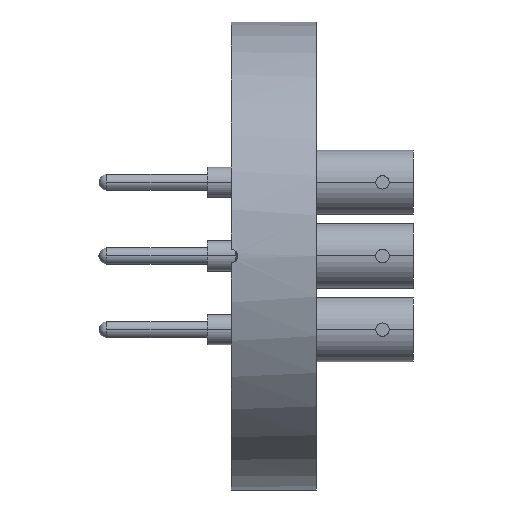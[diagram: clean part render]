
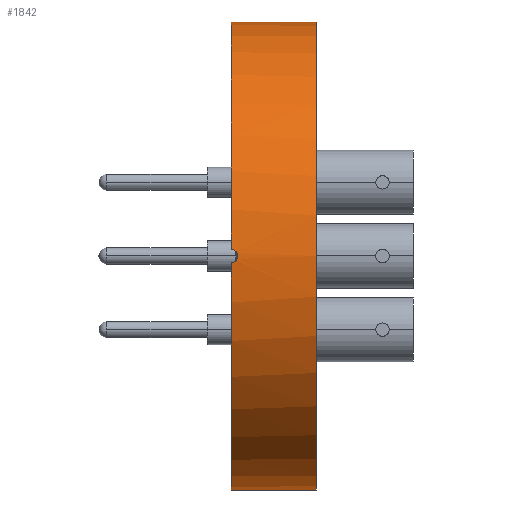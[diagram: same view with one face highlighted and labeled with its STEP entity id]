
A CAD part, left-side view. The second image highlights one B-rep face of the part: STEP entity #1842.
In plain terms, the highlighted cylindrical face has radius 34.95 mm (diameter 69.9 mm), a partial arc.
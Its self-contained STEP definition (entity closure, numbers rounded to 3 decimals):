
#2 = EDGE_CURVE ( 'NONE', #1891, #2330, #2558, .T. ) ;
#49 = VERTEX_POINT ( 'NONE', #105 ) ;
#105 = CARTESIAN_POINT ( 'NONE',  ( 0., -12.7, -34.95 ) ) ;
#109 = DIRECTION ( 'NONE',  ( 0., 1., 0. ) ) ;
#276 = CIRCLE ( 'NONE', #902, 34.95 ) ;
#280 = EDGE_LOOP ( 'NONE', ( #1706, #2211, #1495, #535, #923, #1336 ) ) ;
#308 = CARTESIAN_POINT ( 'NONE',  ( 0., -12.7, 34.95 ) ) ;
#336 = LINE ( 'NONE', #308, #1314 ) ;
#341 = CARTESIAN_POINT ( 'NONE',  ( 0., -12.7, -34.95 ) ) ;
#392 = EDGE_CURVE ( 'NONE', #481, #2033, #336, .T. ) ;
#398 = AXIS2_PLACEMENT_3D ( 'NONE', #825, #1419, #415 ) ;
#415 = DIRECTION ( 'NONE',  ( 0., 0., 1. ) ) ;
#431 = CARTESIAN_POINT ( 'NONE',  ( -34.95, -1., 0.131 ) ) ;
#448 = CARTESIAN_POINT ( 'NONE',  ( -34.936, 0., -1. ) ) ;
#463 = CARTESIAN_POINT ( 'NONE',  ( -34.945, -0.801, -0.613 ) ) ;
#481 = VERTEX_POINT ( 'NONE', #1557 ) ;
#497 = DIRECTION ( 'NONE',  ( 0., 1., 0. ) ) ;
#521 = CARTESIAN_POINT ( 'NONE',  ( -34.947, -0.874, 0.503 ) ) ;
#527 = EDGE_CURVE ( 'NONE', #49, #2228, #2134, .T. ) ;
#535 = ORIENTED_EDGE ( 'NONE', *, *, #2054, .F. ) ;
#544 = DIRECTION ( 'NONE',  ( 0., 1., 0. ) ) ;
#568 = CIRCLE ( 'NONE', #398, 34.95 ) ;
#623 = CARTESIAN_POINT ( 'NONE',  ( -34.936, -0.264, -1. ) ) ;
#635 = CARTESIAN_POINT ( 'NONE',  ( -34.939, -0.521, -0.893 ) ) ;
#728 = FACE_OUTER_BOUND ( 'NONE', #280, .T. ) ;
#822 = CARTESIAN_POINT ( 'NONE',  ( -34.936, 0., 1. ) ) ;
#825 = CARTESIAN_POINT ( 'NONE',  ( 0., -12.7, 0. ) ) ;
#902 = AXIS2_PLACEMENT_3D ( 'NONE', #1298, #2094, #1256 ) ;
#923 = ORIENTED_EDGE ( 'NONE', *, *, #2, .T. ) ;
#942 = CARTESIAN_POINT ( 'NONE',  ( -34.936, 0., 1. ) ) ;
#1031 = CARTESIAN_POINT ( 'NONE',  ( -34.95, -1., -0.13 ) ) ;
#1090 = CARTESIAN_POINT ( 'NONE',  ( -34.936, -0.262, 0.974 ) ) ;
#1102 = EDGE_CURVE ( 'NONE', #49, #481, #568, .T. ) ;
#1256 = DIRECTION ( 'NONE',  ( 0., 0., 1. ) ) ;
#1264 = CARTESIAN_POINT ( 'NONE',  ( 0., 0., 0. ) ) ;
#1283 = DIRECTION ( 'NONE',  ( 0., 0., 1. ) ) ;
#1298 = CARTESIAN_POINT ( 'NONE',  ( 0., 0., 0. ) ) ;
#1314 = VECTOR ( 'NONE', #109, 1000. ) ;
#1336 = ORIENTED_EDGE ( 'NONE', *, *, #1665, .F. ) ;
#1419 = DIRECTION ( 'NONE',  ( 0., 1., 0. ) ) ;
#1492 = CARTESIAN_POINT ( 'NONE',  ( -34.941, -0.615, 0.799 ) ) ;
#1495 = ORIENTED_EDGE ( 'NONE', *, *, #392, .T. ) ;
#1503 = CARTESIAN_POINT ( 'NONE',  ( -34.939, -0.504, 0.874 ) ) ;
#1557 = CARTESIAN_POINT ( 'NONE',  ( 0., -12.7, 34.95 ) ) ;
#1567 = VECTOR ( 'NONE', #2552, 1000. ) ;
#1616 = CARTESIAN_POINT ( 'NONE',  ( -34.949, -0.974, -0.261 ) ) ;
#1665 = EDGE_CURVE ( 'NONE', #2228, #2330, #276, .T. ) ;
#1680 = CARTESIAN_POINT ( 'NONE',  ( -34.936, 0., -1. ) ) ;
#1706 = ORIENTED_EDGE ( 'NONE', *, *, #527, .F. ) ;
#1740 = CARTESIAN_POINT ( 'NONE',  ( -34.936, -0.132, 1. ) ) ;
#1842 = ADVANCED_FACE ( 'NONE', ( #728 ), #2333, .T. ) ;
#1874 = CARTESIAN_POINT ( 'NONE',  ( 0., 0., -34.95 ) ) ;
#1891 = VERTEX_POINT ( 'NONE', #822 ) ;
#1948 = DIRECTION ( 'NONE',  ( 0., 0., 1. ) ) ;
#1980 = CARTESIAN_POINT ( 'NONE',  ( 0., -12.7, 0. ) ) ;
#2033 = VERTEX_POINT ( 'NONE', #2470 ) ;
#2054 = EDGE_CURVE ( 'NONE', #1891, #2033, #2411, .T. ) ;
#2074 = AXIS2_PLACEMENT_3D ( 'NONE', #1980, #544, #1948 ) ;
#2094 = DIRECTION ( 'NONE',  ( 0., 1., 0. ) ) ;
#2134 = LINE ( 'NONE', #341, #1567 ) ;
#2211 = ORIENTED_EDGE ( 'NONE', *, *, #1102, .T. ) ;
#2228 = VERTEX_POINT ( 'NONE', #1874 ) ;
#2254 = CARTESIAN_POINT ( 'NONE',  ( -34.949, -0.974, 0.263 ) ) ;
#2292 = AXIS2_PLACEMENT_3D ( 'NONE', #1264, #497, #1283 ) ;
#2315 = CARTESIAN_POINT ( 'NONE',  ( -34.945, -0.799, 0.615 ) ) ;
#2330 = VERTEX_POINT ( 'NONE', #1680 ) ;
#2333 = CYLINDRICAL_SURFACE ( 'NONE', #2074, 34.95 ) ;
#2411 = CIRCLE ( 'NONE', #2292, 34.95 ) ;
#2423 = CARTESIAN_POINT ( 'NONE',  ( -34.947, -0.874, -0.503 ) ) ;
#2470 = CARTESIAN_POINT ( 'NONE',  ( 0., 0., 34.95 ) ) ;
#2552 = DIRECTION ( 'NONE',  ( 0., 1., 0. ) ) ;
#2558 = B_SPLINE_CURVE_WITH_KNOTS ( 'NONE', 3,
 ( #942, #1740, #1090, #1503, #1492, #2315, #521, #2254, #431, #1031, #1616, #2423, #463, #635, #623, #448 ),
 .UNSPECIFIED., .F., .F.,
 ( 4, 2, 2, 2, 2, 2, 2, 4 ),
 ( 0., 0., 0.001, 0.001, 0.002, 0.002, 0.002, 0.003 ),
 .UNSPECIFIED. ) ;
